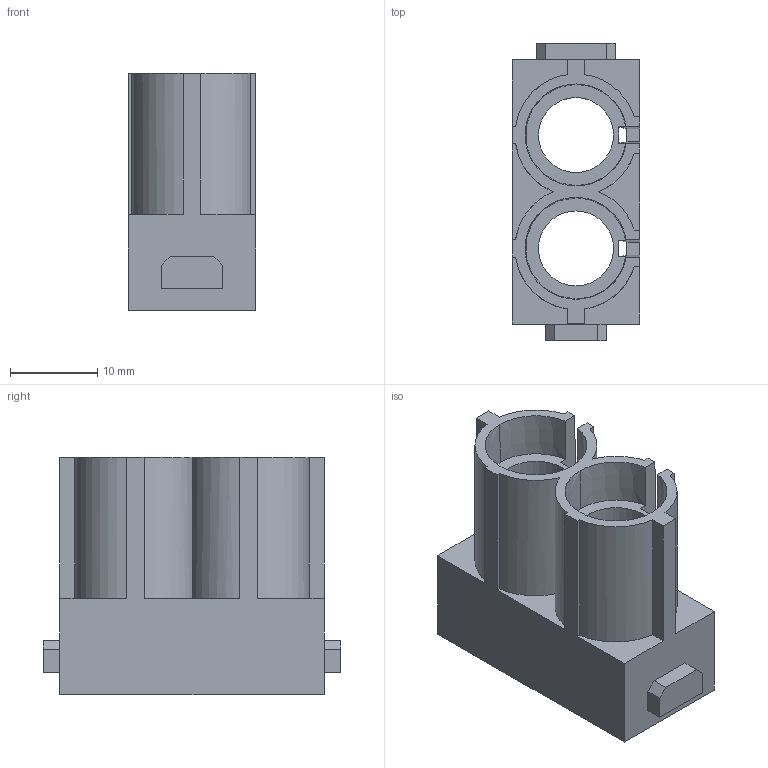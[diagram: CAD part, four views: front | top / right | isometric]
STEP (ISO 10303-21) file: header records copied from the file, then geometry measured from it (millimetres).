
FILE_DESCRIPTION(('HOOPS Exchange Step'),'2;1');
FILE_NAME('export-1E9103D9-2384-4612-8191-A1AF528C2AE9.stp','2022-10-08T15:25:52+02:00',('Engineering'),('Alibre'),'HOOPS Exchange 2021.0','Alibre','Unknown authorisation');
FILE_SCHEMA( ('AP242_MANAGED_MODEL_BASED_3D_ENGINEERING_MIM_LF {1 0 10303 442 1 1 4 }') );
Length unit declared in the file: millimetre
Products named in the file (1): 6077 Contact insert module - HC-M-02-PN-M-F - 1417434
Bounding box: 14.6 x 34.1 x 27.2 mm (x, y, z)
Volume: 3669.7 mm3; surface area: 5095 mm2
Topology: 1 solids, 1 shells, 82 faces, 240 edges, 160 vertices
Faces by surface type: plane 60, cylinder 12, cone 10
Entity records: 2843 total; most frequent: CARTESIAN_POINT 580, ORIENTED_EDGE 480, DIRECTION 444, EDGE_CURVE 240, VECTOR 188, LINE 188, VERTEX_POINT 160, AXIS2_PLACEMENT_3D 128
